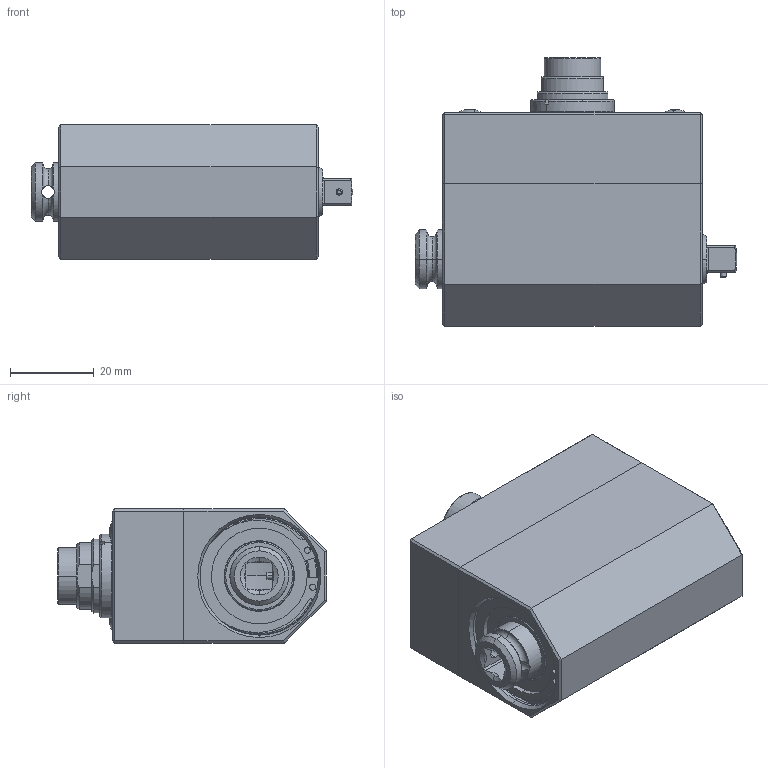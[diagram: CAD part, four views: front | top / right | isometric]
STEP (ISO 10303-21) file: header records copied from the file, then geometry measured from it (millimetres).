
FILE_DESCRIPTION (( 'STEP AP203' ), '1' );
FILE_NAME ('DRFN 1-4.STEP', '2014-05-13T08:32:49', ( 'nsi' ), ( '' ), 'SwSTEP 2.0', 'SolidWorks 2014', '' );
FILE_SCHEMA (( 'CONFIG_CONTROL_DESIGN' ));
Length unit declared in the file: millimetre
Products named in the file (1): DRFN 1-4
Bounding box: 76.7 x 64.1 x 32 mm (x, y, z)
Surface area: 19817.3 mm2 (no closed solid volume)
Topology: 0 solids, 29 shells, 365 faces, 1135 edges, 766 vertices
Faces by surface type: plane 124, cylinder 91, torus 57, cone 55, sphere 38
Entity records: 12939 total; most frequent: CARTESIAN_POINT 3310, DIRECTION 2111, ORIENTED_EDGE 1794, EDGE_CURVE 1055, AXIS2_PLACEMENT_3D 864, VERTEX_POINT 718, CIRCLE 498, EDGE_LOOP 409
